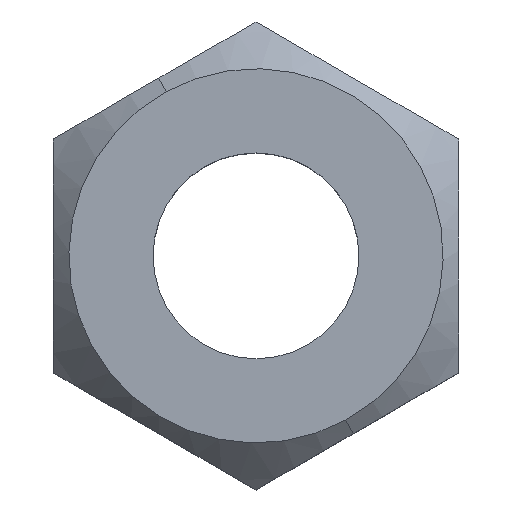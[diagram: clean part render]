
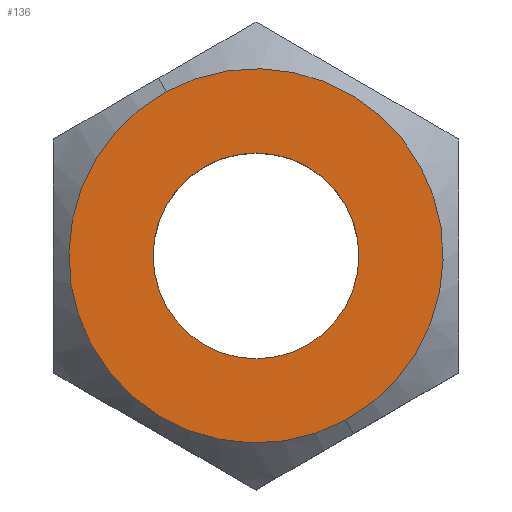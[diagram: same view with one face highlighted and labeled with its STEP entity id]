
A CAD part, top view. The second image highlights one B-rep face of the part: STEP entity #136.
In plain terms, the highlighted planar face has unit normal (0, 0, 1).
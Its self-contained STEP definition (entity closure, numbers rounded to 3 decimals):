
#57=CARTESIAN_POINT('Axis2P3D Location',(0.,0.,20.)) ;
#61=CARTESIAN_POINT('Vertex',(-11.,0.,20.)) ;
#63=CARTESIAN_POINT('Vertex',(11.,0.,20.)) ;
#92=CARTESIAN_POINT('Axis2P3D Location',(0.,0.,20.)) ;
#109=CARTESIAN_POINT('Axis2P3D Location',(0.,0.,20.)) ;
#114=CARTESIAN_POINT('Axis2P3D Location',(0.,0.,20.)) ;
#118=CARTESIAN_POINT('Vertex',(9.589,-17.552,20.)) ;
#120=CARTESIAN_POINT('Vertex',(-9.589,17.552,20.)) ;
#123=CARTESIAN_POINT('Axis2P3D Location',(0.,0.,20.)) ;
#58=DIRECTION('Axis2P3D Direction',(0.,0.,1.)) ;
#93=DIRECTION('Axis2P3D Direction',(0.,0.,1.)) ;
#110=DIRECTION('Axis2P3D Direction',(0.,0.,1.)) ;
#111=DIRECTION('Axis2P3D XDirection',(1.,0.,0.)) ;
#115=DIRECTION('Axis2P3D Direction',(0.,0.,1.)) ;
#124=DIRECTION('Axis2P3D Direction',(0.,0.,1.)) ;
#59=AXIS2_PLACEMENT_3D('Circle Axis2P3D',#57,#58,$) ;
#94=AXIS2_PLACEMENT_3D('Circle Axis2P3D',#92,#93,$) ;
#112=AXIS2_PLACEMENT_3D('Plane Axis2P3D',#109,#110,#111) ;
#116=AXIS2_PLACEMENT_3D('Circle Axis2P3D',#114,#115,$) ;
#125=AXIS2_PLACEMENT_3D('Circle Axis2P3D',#123,#124,$) ;
#129=ORIENTED_EDGE('',*,*,#122,.T.) ;
#130=ORIENTED_EDGE('',*,*,#127,.T.) ;
#133=ORIENTED_EDGE('',*,*,#65,.F.) ;
#134=ORIENTED_EDGE('',*,*,#96,.F.) ;
#135=FACE_BOUND('',#132,.T.) ;
#136=ADVANCED_FACE('PartBody',(#131,#135),#113,.T.) ;
#60=CIRCLE('generated circle',#59,11.) ;
#95=CIRCLE('generated circle',#94,11.) ;
#117=CIRCLE('generated circle',#116,20.) ;
#126=CIRCLE('generated circle',#125,20.) ;
#65=EDGE_CURVE('',#62,#64,#60,.T.) ;
#96=EDGE_CURVE('',#64,#62,#95,.T.) ;
#122=EDGE_CURVE('',#119,#121,#117,.T.) ;
#127=EDGE_CURVE('',#121,#119,#126,.T.) ;
#128=EDGE_LOOP('',(#129,#130)) ;
#132=EDGE_LOOP('',(#133,#134)) ;
#131=FACE_OUTER_BOUND('',#128,.T.) ;
#113=PLANE('Plane',#112) ;
#62=VERTEX_POINT('',#61) ;
#64=VERTEX_POINT('',#63) ;
#119=VERTEX_POINT('',#118) ;
#121=VERTEX_POINT('',#120) ;
